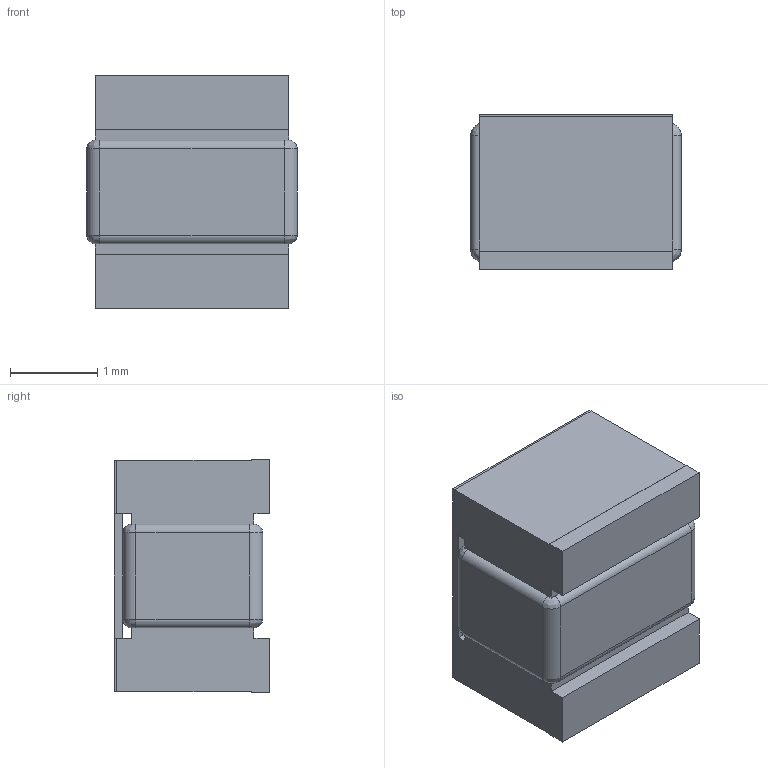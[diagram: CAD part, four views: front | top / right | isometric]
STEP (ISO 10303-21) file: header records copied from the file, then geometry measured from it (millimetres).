
FILE_DESCRIPTION (( 'STEP AP214' ), '1' );
FILE_NAME ('Coilcraft-1008HS-DEFAULT.STEP', '2011-03-10T14:00:16', ( 'SysAdmin' ), ( 'SolidWorks' ), 'SwSTEP 2.0', 'SolidWorks 2011', '' );
FILE_SCHEMA (( 'AUTOMOTIVE_DESIGN' ));
Length unit declared in the file: millimetre
Products named in the file (1): Coilcraft-1008HS-DEFAULT
Bounding box: 2.41 x 1.78 x 2.67 mm (x, y, z)
Volume: 10.4 mm3; surface area: 43.5 mm2
Topology: 4 solids, 4 shells, 73 faces, 170 edges, 108 vertices
Faces by surface type: plane 47, cylinder 18, bspline 8
Entity records: 3068 total; most frequent: CARTESIAN_POINT 568, ORIENTED_EDGE 340, DIRECTION 322, EDGE_CURVE 170, LINE 118, VECTOR 118, VERTEX_POINT 108, AXIS2_PLACEMENT_3D 102
